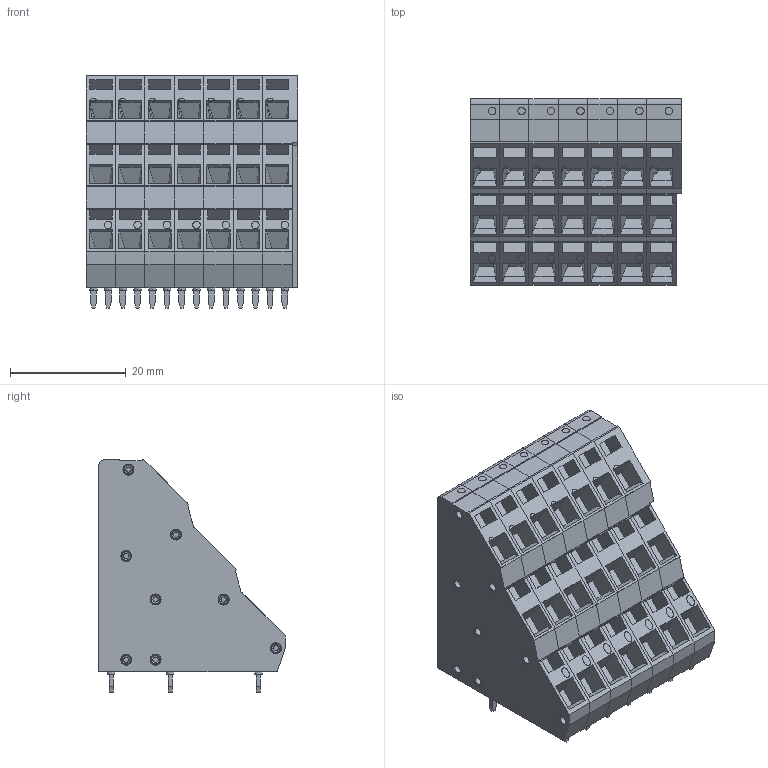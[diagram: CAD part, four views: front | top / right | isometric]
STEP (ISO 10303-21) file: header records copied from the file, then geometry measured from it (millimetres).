
FILE_DESCRIPTION(('FreeCAD Model'),'2;1');
FILE_NAME('Phoenix_ZFK3DS(SA)-1-5-5-08_3D_7pcs.step','2020-04-21T21:29:56',('Author'),(''), 'Open CASCADE STEP processor 7.3','FreeCAD','Unknown');
FILE_SCHEMA(('AUTOMOTIVE_DESIGN { 1 0 10303 214 1 1 1 1 }'));
Products named in the file (1): zfk3ds_1_5_5_009_cp
Bounding box: 36.56 x 32.2 x 40.1 mm (x, y, z)
Volume: 27381.9 mm3; surface area: 18558 mm2
Topology: 7 solids, 7 shells, 2067 faces, 4655 edges, 2832 vertices
Faces by surface type: plane 858, torus 800, cone 208, cylinder 201
Entity records: 72221 total; most frequent: DIRECTION 11265, CARTESIAN_POINT 9555, ORIENTED_EDGE 9310, EDGE_CURVE 4655, AXIS2_PLACEMENT_3D 4542, VERTEX_POINT 2832, CIRCLE 2432, FACE_BOUND 2297
